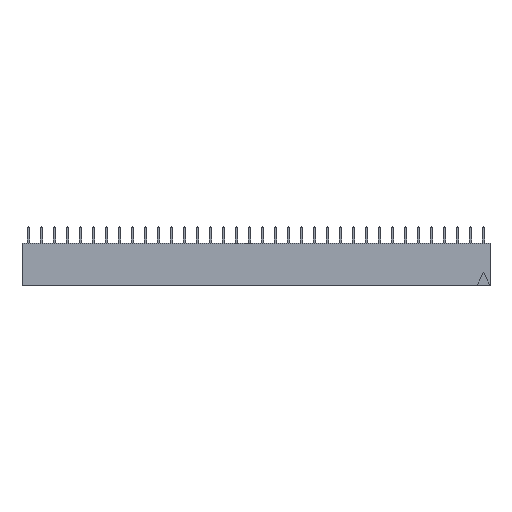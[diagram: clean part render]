
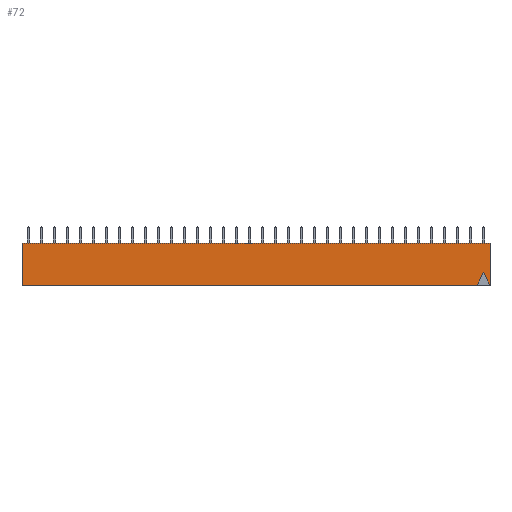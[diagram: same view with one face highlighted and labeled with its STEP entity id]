
A CAD part, left-side view. The second image highlights one B-rep face of the part: STEP entity #72.
In plain terms, the highlighted face is planar.
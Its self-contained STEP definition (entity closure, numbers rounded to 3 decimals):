
#36 = EDGE_CURVE('',#37,#39,#41,.T.);
#37 = VERTEX_POINT('',#38);
#38 = CARTESIAN_POINT('',(-1.27,-1.27,0.));
#39 = VERTEX_POINT('',#40);
#40 = CARTESIAN_POINT('',(-1.27,-1.27,8.26));
#41 = LINE('',#42,#43);
#42 = CARTESIAN_POINT('',(-1.27,-1.27,0.));
#43 = VECTOR('',#44,1.);
#44 = DIRECTION('',(0.,0.,1.));
#72 = ADVANCED_FACE('',(#73),#122,.F.);
#73 = FACE_BOUND('',#74,.F.);
#74 = EDGE_LOOP('',(#75,#85,#91,#92,#100,#108,#116));
#75 = ORIENTED_EDGE('',*,*,#76,.F.);
#76 = EDGE_CURVE('',#77,#79,#81,.T.);
#77 = VERTEX_POINT('',#78);
#78 = CARTESIAN_POINT('',(90.17,-1.27,0.));
#79 = VERTEX_POINT('',#80);
#80 = CARTESIAN_POINT('',(90.17,-1.27,8.26));
#81 = LINE('',#82,#83);
#82 = CARTESIAN_POINT('',(90.17,-1.27,0.));
#83 = VECTOR('',#84,1.);
#84 = DIRECTION('',(0.,0.,1.));
#85 = ORIENTED_EDGE('',*,*,#86,.F.);
#86 = EDGE_CURVE('',#37,#77,#87,.T.);
#87 = LINE('',#88,#89);
#88 = CARTESIAN_POINT('',(-1.27,-1.27,0.));
#89 = VECTOR('',#90,1.);
#90 = DIRECTION('',(1.,0.,0.));
#91 = ORIENTED_EDGE('',*,*,#36,.T.);
#92 = ORIENTED_EDGE('',*,*,#93,.T.);
#93 = EDGE_CURVE('',#39,#94,#96,.T.);
#94 = VERTEX_POINT('',#95);
#95 = CARTESIAN_POINT('',(-1.27,-1.27,8.26));
#96 = LINE('',#97,#98);
#97 = CARTESIAN_POINT('',(-1.27,-1.27,8.26));
#98 = VECTOR('',#99,1.);
#99 = DIRECTION('',(1.,0.,0.));
#100 = ORIENTED_EDGE('',*,*,#101,.T.);
#101 = EDGE_CURVE('',#94,#102,#104,.T.);
#102 = VERTEX_POINT('',#103);
#103 = CARTESIAN_POINT('',(0.,-1.27,5.72));
#104 = LINE('',#105,#106);
#105 = CARTESIAN_POINT('',(-1.27,-1.27,8.26));
#106 = VECTOR('',#107,1.);
#107 = DIRECTION('',(0.447,0.,-0.894));
#108 = ORIENTED_EDGE('',*,*,#109,.F.);
#109 = EDGE_CURVE('',#110,#102,#112,.T.);
#110 = VERTEX_POINT('',#111);
#111 = CARTESIAN_POINT('',(1.27,-1.27,8.26));
#112 = LINE('',#113,#114);
#113 = CARTESIAN_POINT('',(1.27,-1.27,8.26));
#114 = VECTOR('',#115,1.);
#115 = DIRECTION('',(-0.447,0.,-0.894));
#116 = ORIENTED_EDGE('',*,*,#117,.T.);
#117 = EDGE_CURVE('',#110,#79,#118,.T.);
#118 = LINE('',#119,#120);
#119 = CARTESIAN_POINT('',(-1.27,-1.27,8.26));
#120 = VECTOR('',#121,1.);
#121 = DIRECTION('',(1.,0.,0.));
#122 = PLANE('',#123);
#123 = AXIS2_PLACEMENT_3D('',#124,#125,#126);
#124 = CARTESIAN_POINT('',(-1.27,-1.27,0.));
#125 = DIRECTION('',(0.,1.,0.));
#126 = DIRECTION('',(0.,0.,1.));
